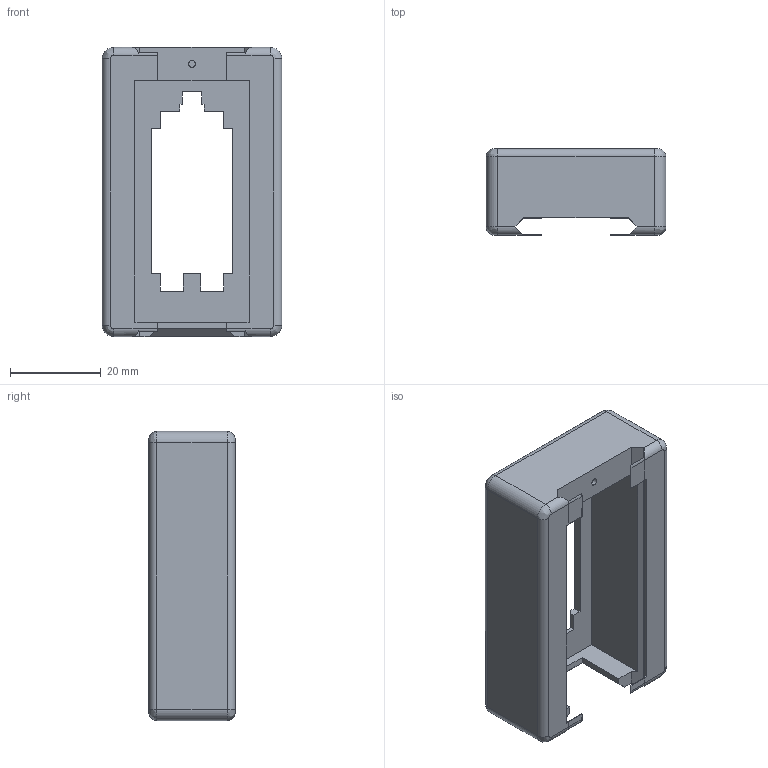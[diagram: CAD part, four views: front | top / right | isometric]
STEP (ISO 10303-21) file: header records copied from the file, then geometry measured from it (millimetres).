
FILE_DESCRIPTION(/* description */ (''),/* implementation_level */ '2;1');
FILE_NAME(/* name */ 'Case Top v2.step',/* time_stamp */ '2023-04-01T03:59:17-05:00',/* author */ (''),/* organization */ (''),/* preprocessor_version */ 'ST-DEVELOPER v19.2',/* originating_system */ 'Autodesk Translation Framework v11.17.0.187',/* authorisation */ '');
FILE_SCHEMA (('AUTOMOTIVE_DESIGN { 1 0 10303 214 3 1 1 }'));
Length unit declared in the file: inch
Products named in the file (1): Case Top
Bounding box: 39.62 x 19.05 x 63.75 mm (x, y, z)
Volume: 21648.4 mm3; surface area: 9836.6 mm2
Topology: 1 solids, 1 shells, 99 faces, 260 edges, 164 vertices
Faces by surface type: plane 76, cylinder 15, bspline 8
Full cylindrical faces by diameter (mm): 1.524 x1
Entity records: 3070 total; most frequent: CARTESIAN_POINT 588, ORIENTED_EDGE 520, DIRECTION 486, EDGE_CURVE 260, LINE 218, VECTOR 218, VERTEX_POINT 164, AXIS2_PLACEMENT_3D 134
